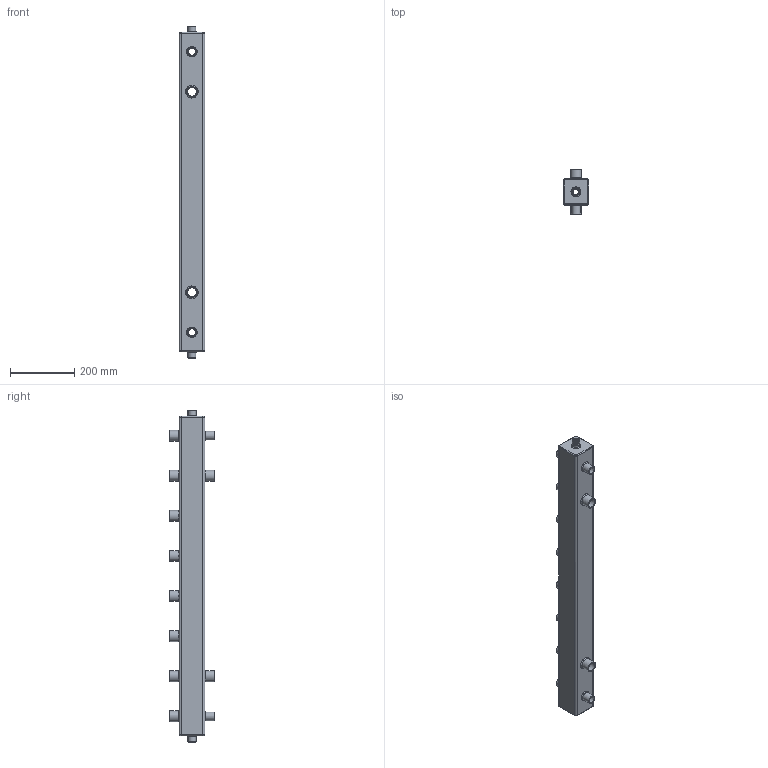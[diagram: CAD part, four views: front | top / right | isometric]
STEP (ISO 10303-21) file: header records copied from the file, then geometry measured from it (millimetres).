
FILE_DESCRIPTION(('STEP AP203'), '1');
FILE_NAME('TGR-60-25x4.18', '', ('UNSPECIFIED'), ('UNSPECIFIED'), 'ASCON STEP Converter 1.6', 'ASCON Math Kernel', '');
FILE_SCHEMA(('CONFIG_CONTROL_DESIGN'));
Length unit declared in the file: millimetre
Bounding box: 80.55 x 140 x 1035 mm (x, y, z)
Volume: 1014428.3 mm3; surface area: 678969.8 mm2
Topology: 1 solids, 1 shells, 468 faces, 1240 edges, 814 vertices
Faces by surface type: bspline 183, plane 130, cylinder 93, cone 48, torus 14
Full cylindrical faces by diameter (mm): 18.632 x2, 22 x2, 25 x4, 26.8 x2, 27.5 x10, 30 x10, 33.5 x10
Entity records: 30642 total; most frequent: CARTESIAN_POINT 17196, ORIENTED_EDGE 2264, DIRECTION 1300, EDGE_CURVE 1132, VERTEX_POINT 810, EDGE_LOOP 634, B_SPLINE_CURVE_WITH_KNOTS 584, FACE_BOUND 480
